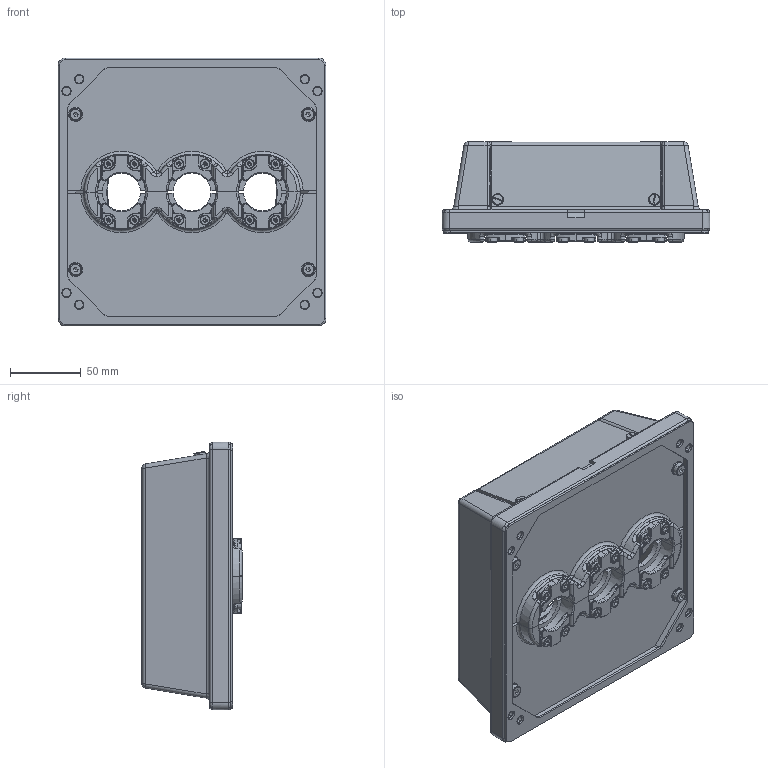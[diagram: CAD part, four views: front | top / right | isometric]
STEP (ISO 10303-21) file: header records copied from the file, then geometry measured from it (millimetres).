
FILE_DESCRIPTION (( 'STEP AP214' ), '1' );
FILE_NAME ('49900030.STEP', '2012-05-07T10:02:20', ( ' ' ), ( '' ), 'SwSTEP 2.0', 'SolidWorks 2011', '' );
FILE_SCHEMA (( 'AUTOMOTIVE_DESIGN' ));
Length unit declared in the file: millimetre
Products named in the file (13): 93258; 83003; 93271; 93115; 12655; 12656; 82021; 82022; 95206; 12654; 860060.80; 49900030
Assembly tree (43 placements, depth 3):
  49900030
    93258  x12
    82022
    12655  x6
    93271  x4
    83003  x4
    82021
    93115  x2
    12656  x2
    12654
      860060.80  x8
      12654
    95206
Bounding box: 189.95 x 71 x 189.95 mm (x, y, z)
Volume: 492326.5 mm3; surface area: 234590.8 mm2
Topology: 30 solids, 42 shells, 1944 faces, 4574 edges, 2698 vertices
Faces by surface type: cylinder 708, plane 560, torus 242, cone 200, bspline 172, sphere 62
Entity records: 28572 total; most frequent: CARTESIAN_POINT 8928, DIRECTION 4165, ORIENTED_EDGE 3942, EDGE_CURVE 1971, AXIS2_PLACEMENT_3D 1692, VERTEX_POINT 1197, CIRCLE 934, EDGE_LOOP 910
